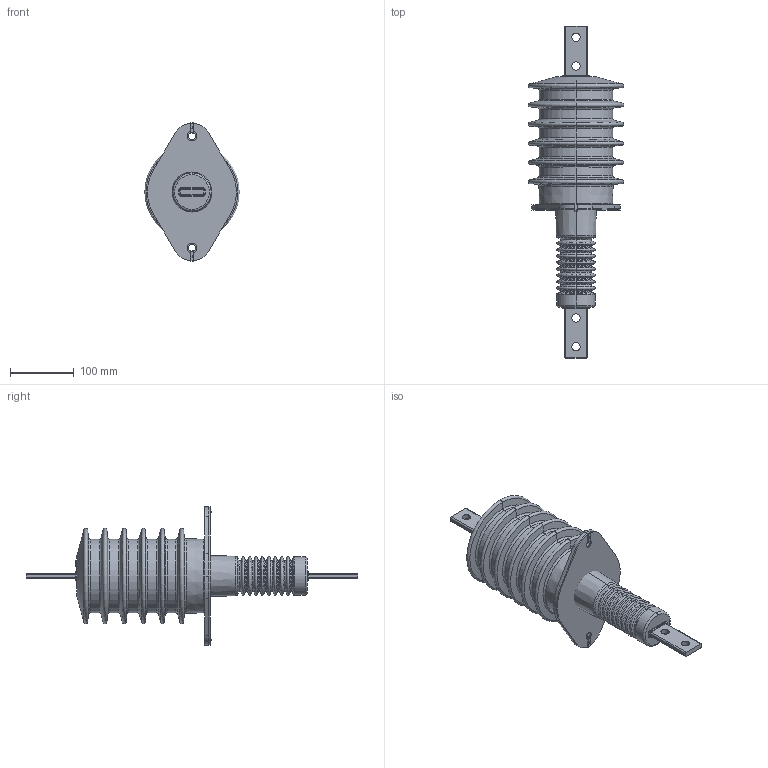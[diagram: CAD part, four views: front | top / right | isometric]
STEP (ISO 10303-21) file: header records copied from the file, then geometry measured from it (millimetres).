
FILE_DESCRIPTION (( 'STEP AP203' ), '1' );
FILE_NAME ('ÈÏÎË-10 III(ðîìáîâèäíûé ôëàíåö).STEP', '2016-11-03T04:47:46', ( '' ), ( '' ), 'SwSTEP 2.0', 'SolidWorks 2010', '' );
FILE_SCHEMA (( 'CONFIG_CONTROL_DESIGN' ));
Length unit declared in the file: millimetre
Products named in the file (1): ÈÏÎË-10 III(ðîìáîâèäíûé ôëàíåö)
Bounding box: 148.98 x 519 x 217 mm (x, y, z)
Surface area: 263519.2 mm2 (no closed solid volume)
Topology: 0 solids, 10 shells, 322 faces, 824 edges, 504 vertices
Faces by surface type: torus 104, cone 80, cylinder 78, plane 60
Entity records: 9859 total; most frequent: DIRECTION 1902, CARTESIAN_POINT 1771, ORIENTED_EDGE 1483, EDGE_CURVE 824, AXIS2_PLACEMENT_3D 779, VERTEX_POINT 504, CIRCLE 456, EDGE_LOOP 351
